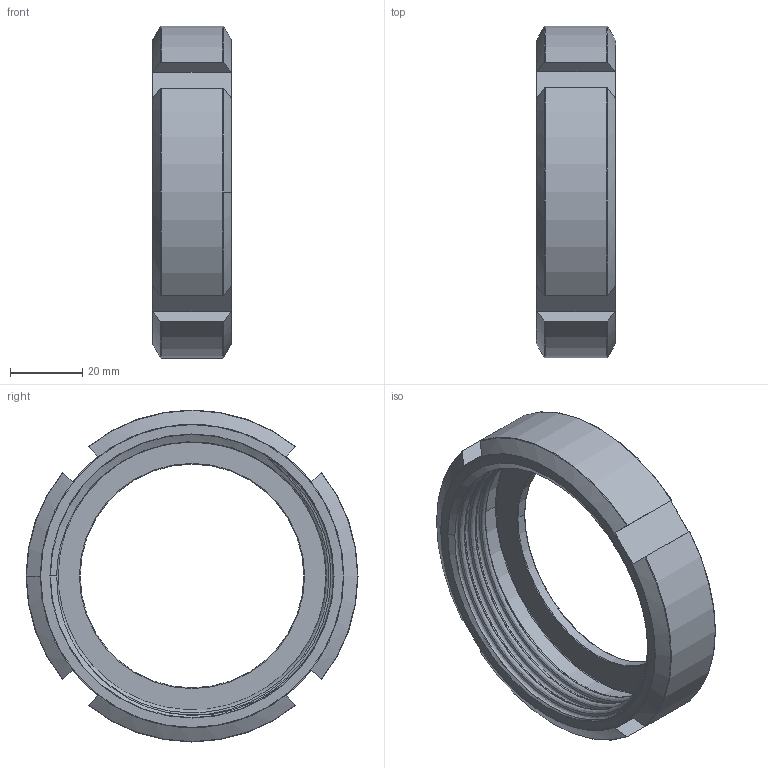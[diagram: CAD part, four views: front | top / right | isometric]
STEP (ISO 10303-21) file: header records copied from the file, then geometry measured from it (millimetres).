
FILE_DESCRIPTION (( 'STEP AP214' ), '1' );
FILE_NAME ('GL-210-050-x Nutmutter DIN11851 F50 heco.STEP', '2017-09-01T08:46:22', ( '' ), ( '' ), 'SwSTEP 2.0', 'SolidWorks 2016', '' );
FILE_SCHEMA (( 'AUTOMOTIVE_DESIGN' ));
Length unit declared in the file: millimetre
Products named in the file (1): GL-210-050-x Nutmutter DIN11851 F50 heco
Bounding box: 22 x 92 x 92 mm (x, y, z)
Volume: 42880.6 mm3; surface area: 20193 mm2
Topology: 1 solids, 1 shells, 246 faces, 651 edges, 429 vertices
Faces by surface type: plane 101, bspline 90, torus 26, cylinder 15, cone 14
Entity records: 17281 total; most frequent: CARTESIAN_POINT 10038, ORIENTED_EDGE 1302, DIRECTION 786, EDGE_CURVE 651, VERTEX_POINT 429, VECTOR 312, LINE 312, EDGE_LOOP 270
